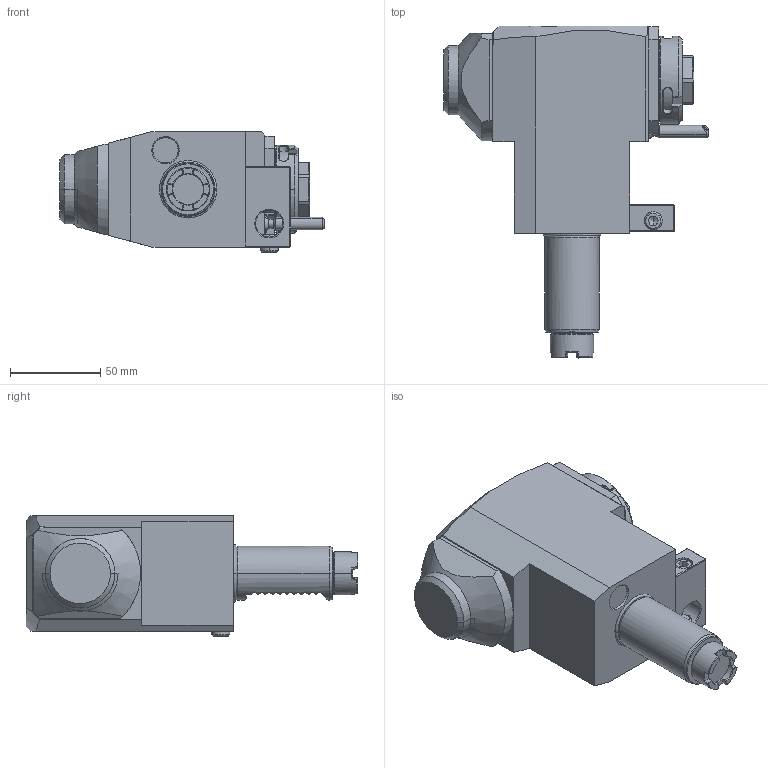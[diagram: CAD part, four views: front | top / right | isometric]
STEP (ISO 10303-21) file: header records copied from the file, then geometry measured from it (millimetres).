
FILE_DESCRIPTION((''),'2;1');
FILE_NAME('NGT1_30_255_25_3_1_85TJA','2024-03-27T',('vali'),('NOVA GRUP'),'PRO/ENGINEER BY PARAMETRIC TECHNOLOGY CORPORATION, 2010280','PRO/ENGINEER BY PARAMETRIC TECHNOLOGY CORPORATION, 2010280','');
FILE_SCHEMA(('CONFIG_CONTROL_DESIGN'));
Length unit declared in the file: millimetre
Products named in the file (1): NGT1_30_255_25_3_1_85TJA
Bounding box: 146.38 x 184 x 67 mm (x, y, z)
Volume: 699902.8 mm3; surface area: 62440.4 mm2
Topology: 1 solids, 1 shells, 382 faces, 1025 edges, 658 vertices
Faces by surface type: plane 198, cone 78, cylinder 76, bspline 22, torus 6, sphere 2
Entity records: 15245 total; most frequent: CARTESIAN_POINT 6162, ORIENTED_EDGE 2038, DIRECTION 1658, EDGE_CURVE 1019, VERTEX_POINT 658, AXIS2_PLACEMENT_3D 587, VECTOR 484, LINE 484
